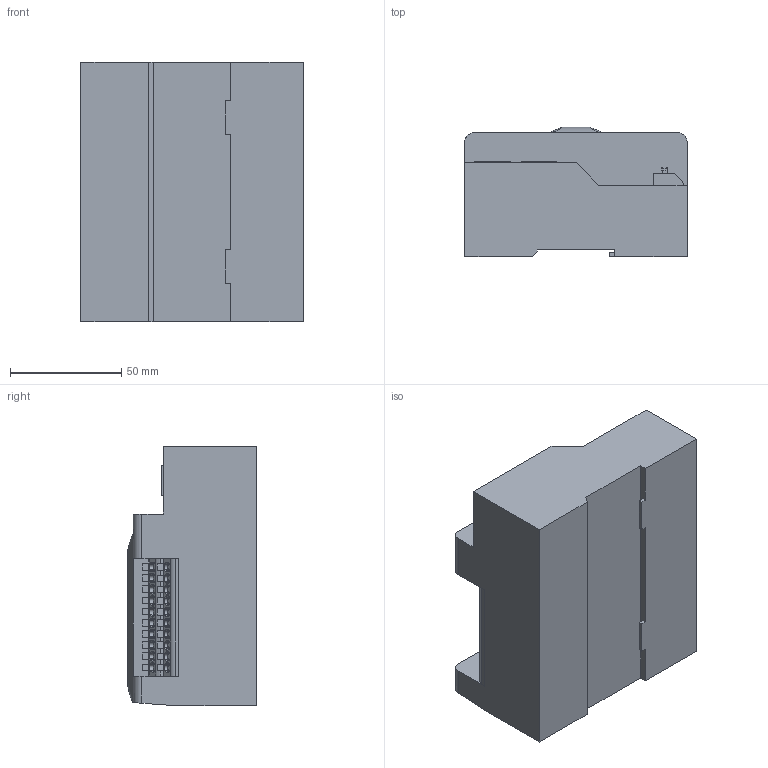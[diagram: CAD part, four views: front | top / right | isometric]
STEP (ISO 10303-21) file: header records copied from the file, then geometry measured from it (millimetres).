
FILE_DESCRIPTION (( 'STEP AP203' ), '1' );
FILE_NAME ('GCAN-5032三维图纸.STEP', '2024-03-21T03:25:11', ( '' ), ( '' ), 'SwSTEP 2.0', 'SolidWorks 2023', '' );
FILE_SCHEMA (( 'CONFIG_CONTROL_DESIGN' ));
Length unit declared in the file: millimetre
Products named in the file (3): GCAN-5032三维图纸; 网口; 5032壳体
Assembly tree (3 placements, depth 2):
  GCAN-5032三维图纸
    5032壳体
    网口  x2
Bounding box: 99.72 x 57.9 x 116.6 mm (x, y, z)
Volume: 565783.4 mm3; surface area: 75297.6 mm2
Topology: 37 solids, 37 shells, 2973 faces, 7774 edges, 5038 vertices
Faces by surface type: plane 2222, cylinder 343, cone 206, bspline 202
Entity records: 84520 total; most frequent: CARTESIAN_POINT 23466, ORIENTED_EDGE 13140, DIRECTION 11420, EDGE_CURVE 6570, LINE 5326, VECTOR 5326, VERTEX_POINT 4278, AXIS2_PLACEMENT_3D 3047
